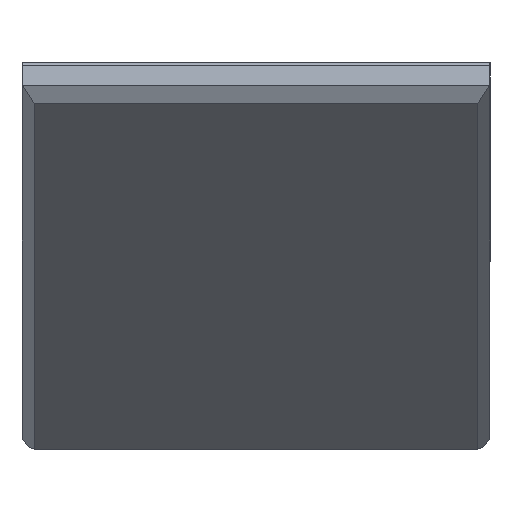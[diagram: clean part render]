
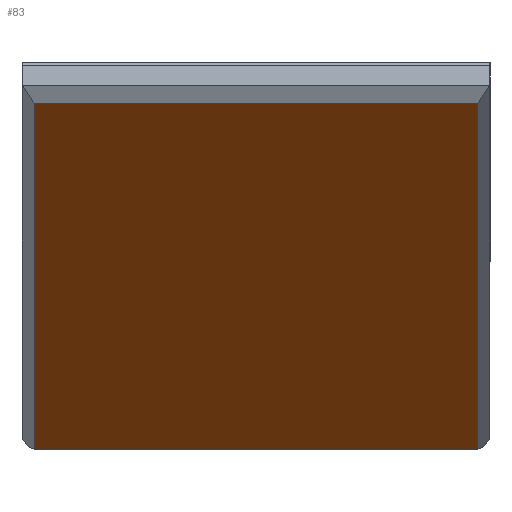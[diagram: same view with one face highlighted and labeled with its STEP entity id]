
A CAD part, left-side view. The second image highlights one B-rep face of the part: STEP entity #83.
In plain terms, the highlighted planar face has unit normal (-0.5, 0, -0.866).
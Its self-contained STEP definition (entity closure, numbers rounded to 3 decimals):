
#83 = ADVANCED_FACE( '', ( #194 ), #195, .F. );
#194 = FACE_OUTER_BOUND( '', #393, .T. );
#195 = PLANE( '', #394 );
#393 = EDGE_LOOP( '', ( #785, #786, #787, #788 ) );
#394 = AXIS2_PLACEMENT_3D( '', #789, #790, #791 );
#785 = ORIENTED_EDGE( '', *, *, #1603, .T. );
#786 = ORIENTED_EDGE( '', *, *, #1604, .T. );
#787 = ORIENTED_EDGE( '', *, *, #1605, .T. );
#788 = ORIENTED_EDGE( '', *, *, #1606, .T. );
#789 = CARTESIAN_POINT( '', ( 0., -19., 0. ) );
#790 = DIRECTION( '', ( 0.5, 0., 0.866 ) );
#791 = DIRECTION( '', ( 0.866, 0., -0.5 ) );
#1603 = EDGE_CURVE( '', #2061, #2062, #2063, .T. );
#1604 = EDGE_CURVE( '', #2062, #2064, #2065, .T. );
#1605 = EDGE_CURVE( '', #2064, #2066, #2067, .T. );
#1606 = EDGE_CURVE( '', #2066, #2061, #2068, .T. );
#2061 = VERTEX_POINT( '', #2624 );
#2062 = VERTEX_POINT( '', #2625 );
#2063 = LINE( '', #2626, #2627 );
#2064 = VERTEX_POINT( '', #2628 );
#2065 = LINE( '', #2629, #2630 );
#2066 = VERTEX_POINT( '', #2631 );
#2067 = LINE( '', #2632, #2633 );
#2068 = LINE( '', #2634, #2635 );
#2624 = CARTESIAN_POINT( '', ( -49.533, 18., 28.598 ) );
#2625 = CARTESIAN_POINT( '', ( -0.866, 18., 0.5 ) );
#2626 = CARTESIAN_POINT( '', ( 0., 18., 0. ) );
#2627 = VECTOR( '', #3185, 1000. );
#2628 = CARTESIAN_POINT( '', ( -0.866, -18., 0.5 ) );
#2629 = CARTESIAN_POINT( '', ( -0.866, -19., 0.5 ) );
#2630 = VECTOR( '', #3186, 1000. );
#2631 = CARTESIAN_POINT( '', ( -49.533, -18., 28.598 ) );
#2632 = CARTESIAN_POINT( '', ( -50.399, -18., 29.098 ) );
#2633 = VECTOR( '', #3187, 1000. );
#2634 = CARTESIAN_POINT( '', ( -49.533, 19., 28.598 ) );
#2635 = VECTOR( '', #3188, 1000. );
#3185 = DIRECTION( '', ( 0.866, 0., -0.5 ) );
#3186 = DIRECTION( '', ( 0., -1., 0. ) );
#3187 = DIRECTION( '', ( -0.866, 0., 0.5 ) );
#3188 = DIRECTION( '', ( 0., 1., 0. ) );
